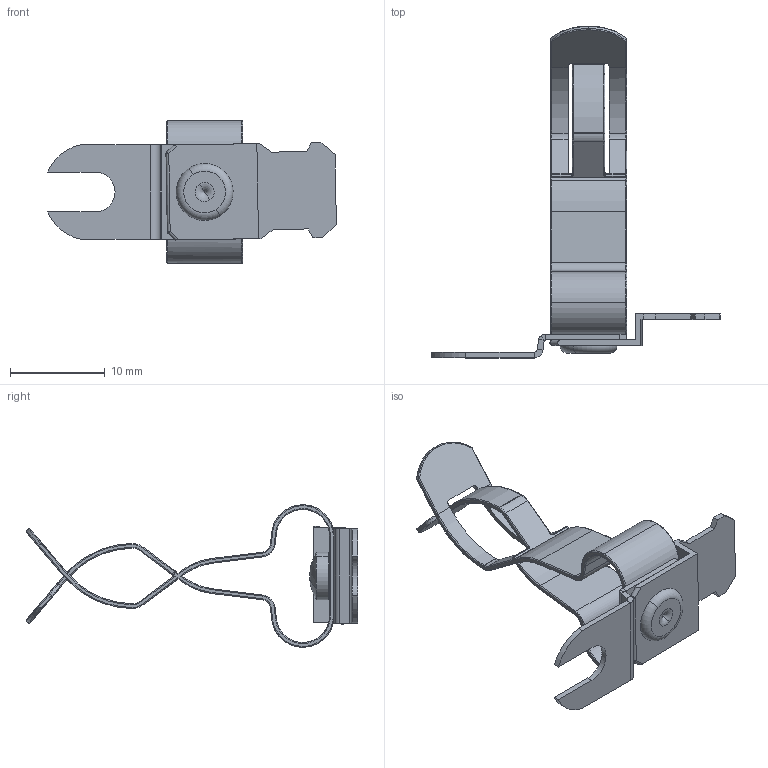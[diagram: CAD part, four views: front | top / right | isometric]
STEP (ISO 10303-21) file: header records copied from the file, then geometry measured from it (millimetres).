
FILE_DESCRIPTION (( 'STEP AP214' ), '1' );
FILE_NAME ('1022-532.STEP', '2024-03-20T10:16:23', ( '' ), ( '' ), 'SwSTEP 2.0', 'SolidWorks 2022', '' );
FILE_SCHEMA (( 'AUTOMOTIVE_DESIGN' ));
Length unit declared in the file: millimetre
Products named in the file (5): 1011-002.; 1022-052 .; 3x1,5_1,8mm Blechstärke; 1022-532; 1022-062.Kunde
Assembly tree (4 placements, depth 2):
  1022-532
    1022-062.Kunde
    1022-052 .
    3x1,5_1,8mm Blechstärke
    1011-002.
Bounding box: 30.4 x 34.94 x 15 mm (x, y, z)
Volume: 569.5 mm3; surface area: 2218.5 mm2
Topology: 4 solids, 4 shells, 419 faces, 1041 edges, 629 vertices
Faces by surface type: plane 160, cylinder 142, bspline 108, sphere 5, torus 4
Entity records: 16838 total; most frequent: CARTESIAN_POINT 5731, ORIENTED_EDGE 2058, DIRECTION 1836, EDGE_CURVE 1029, VERTEX_POINT 629, AXIS2_PLACEMENT_3D 624, LINE 588, VECTOR 588
